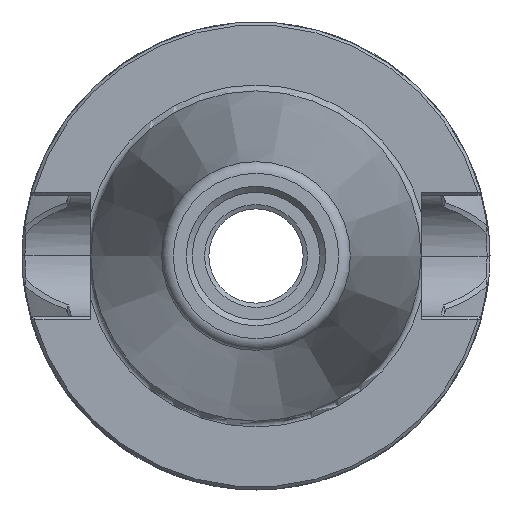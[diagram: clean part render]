
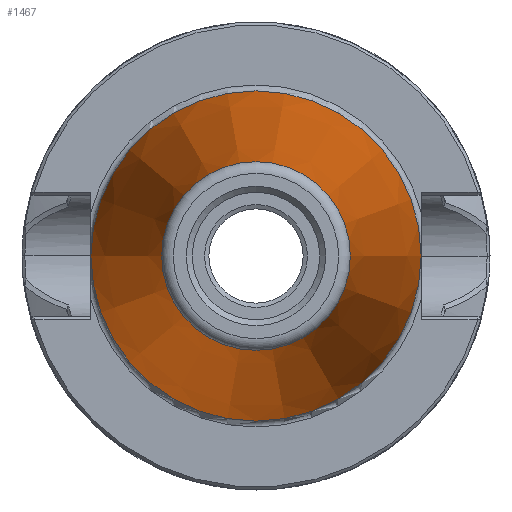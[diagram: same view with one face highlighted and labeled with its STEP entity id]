
A CAD part, left-side view. The second image highlights one B-rep face of the part: STEP entity #1467.
In plain terms, the highlighted conical face has half-angle 8.445 degrees and reference radius 17.363 mm.
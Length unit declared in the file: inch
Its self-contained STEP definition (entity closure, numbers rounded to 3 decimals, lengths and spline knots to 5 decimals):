
#268=FACE_OUTER_BOUND('',#354,.T.);
#354=EDGE_LOOP('',(#1325,#1326,#1327,#1328,#1329));
#432=LINE('',#3408,#500);
#500=VECTOR('',#1937,0.68356);
#544=CIRCLE('',#1609,0.875);
#545=CIRCLE('',#1610,0.50004);
#546=CIRCLE('',#1611,0.50004);
#694=VERTEX_POINT('',#3405);
#695=VERTEX_POINT('',#3407);
#696=VERTEX_POINT('',#3409);
#910=EDGE_CURVE('',#694,#694,#544,.T.);
#911=EDGE_CURVE('',#694,#695,#432,.T.);
#912=EDGE_CURVE('',#696,#695,#545,.T.);
#913=EDGE_CURVE('',#695,#696,#546,.T.);
#1325=ORIENTED_EDGE('',*,*,#910,.T.);
#1326=ORIENTED_EDGE('',*,*,#911,.T.);
#1327=ORIENTED_EDGE('',*,*,#912,.F.);
#1328=ORIENTED_EDGE('',*,*,#913,.F.);
#1329=ORIENTED_EDGE('',*,*,#911,.F.);
#1393=CONICAL_SURFACE('',#1608,0.68356,0.147);
#1467=ADVANCED_FACE('',(#268),#1393,.T.);
#1608=AXIS2_PLACEMENT_3D('',#3404,#1933,#1934);
#1609=AXIS2_PLACEMENT_3D('',#3406,#1935,#1936);
#1610=AXIS2_PLACEMENT_3D('',#3410,#1938,#1939);
#1611=AXIS2_PLACEMENT_3D('',#3411,#1940,#1941);
#1933=DIRECTION('center_axis',(1.,0.,0.));
#1934=DIRECTION('ref_axis',(0.,-1.,0.));
#1935=DIRECTION('center_axis',(-1.,0.,0.));
#1936=DIRECTION('ref_axis',(0.,0.,1.));
#1937=DIRECTION('',(-0.989,-0.147,0.));
#1938=DIRECTION('center_axis',(-1.,0.,0.));
#1939=DIRECTION('ref_axis',(0.,1.,0.));
#1940=DIRECTION('center_axis',(-1.,0.,0.));
#1941=DIRECTION('ref_axis',(0.,1.,0.));
#3404=CARTESIAN_POINT('Origin',(-1.28937,0.,0.));
#3405=CARTESIAN_POINT('',(0.,0.875,0.));
#3406=CARTESIAN_POINT('Origin',(0.,0.,0.));
#3407=CARTESIAN_POINT('',(-2.52542,0.50004,0.));
#3408=CARTESIAN_POINT('',(-1.28937,0.68356,0.));
#3409=CARTESIAN_POINT('',(-2.52542,0.,-0.50004));
#3410=CARTESIAN_POINT('Origin',(-2.52542,0.,0.));
#3411=CARTESIAN_POINT('Origin',(-2.52542,0.,0.));
